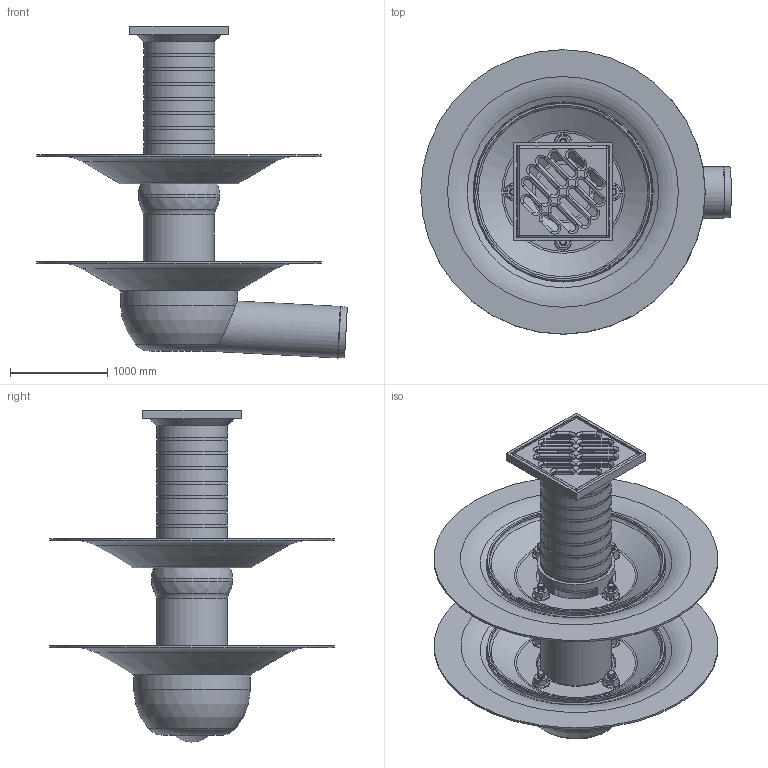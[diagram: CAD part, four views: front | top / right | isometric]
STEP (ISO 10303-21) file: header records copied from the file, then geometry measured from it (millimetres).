
FILE_DESCRIPTION(/* description */ (''),/* implementation_level */ '2;1');
FILE_NAME(/* name */ '19255.050X_3D.stp',/* time_stamp */ '2024-12-12T07:53:31+01:00',/* author */ ('CAD'),/* organization */ (''),/* preprocessor_version */ 'ST-DEVELOPER v20',/* originating_system */ 'AutoCAD Mechanical',/* authorisation */ '');
FILE_SCHEMA (('AUTOMOTIVE_DESIGN { 1 0 10303 214 3 1 1 }'));
Length unit declared in the file: centimetre
Products named in the file (2): Product; *S0
Assembly tree (1 placements, depth 2):
  Product
    *S0
Bounding box: 3188.21 x 2920 x 3408.66 mm (x, y, z)
Volume: 726167432.7 mm3; surface area: 79159050.7 mm2
Topology: 30 solids, 30 shells, 813 faces, 1806 edges, 1088 vertices
Faces by surface type: plane 248, cone 246, cylinder 217, torus 82, sphere 10, bspline 10
Full cylindrical faces by diameter (mm): 35 x2, 66.47 x4, 80 x12, 85 x2, 110 x8, 510 x2, 530 x2, 706 x1, 720 x8, 730 x11, 734 x1, 756 x3, 800 x1, 808 x3, 820 x2, 832 x2, 1170 x1, 1200 x1, 2920 x2
Entity records: 23494 total; most frequent: CARTESIAN_POINT 5121, DIRECTION 4099, ORIENTED_EDGE 3612, EDGE_CURVE 1806, AXIS2_PLACEMENT_3D 1686, VERTEX_POINT 1088, EDGE_LOOP 930, CIRCLE 870
